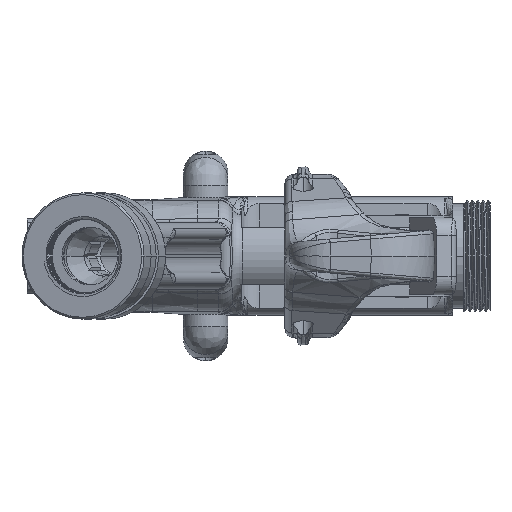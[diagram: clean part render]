
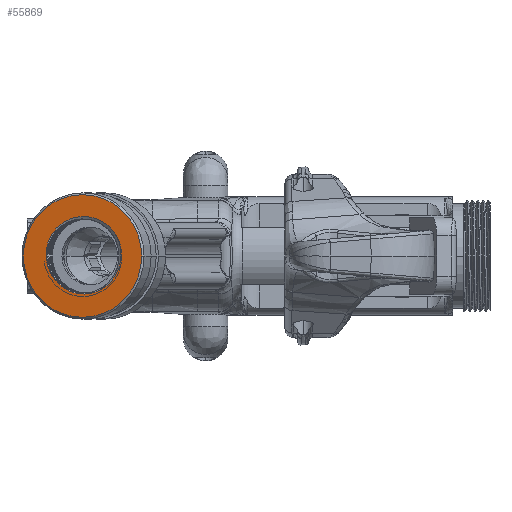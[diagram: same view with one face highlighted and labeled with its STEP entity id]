
A CAD part, front view. The second image highlights one B-rep face of the part: STEP entity #55869.
In plain terms, the highlighted planar face has unit normal (-0.259, -0.966, 0).
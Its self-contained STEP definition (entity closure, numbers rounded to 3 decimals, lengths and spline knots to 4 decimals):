
#53677=CARTESIAN_POINT('',(-2.0302,-8.4517,0.));
#53678=DIRECTION('',(-0.259,-0.966,0.));
#53679=DIRECTION('',(0.966,-0.259,0.));
#53680=AXIS2_PLACEMENT_3D('',#53677,#53678,#53679);
#53682=CARTESIAN_POINT('',(-2.0302,-8.4517,0.));
#53683=DIRECTION('',(-0.259,-0.966,0.));
#53684=DIRECTION('',(-0.966,0.259,0.));
#53685=AXIS2_PLACEMENT_3D('',#53682,#53683,#53684);
#53687=CARTESIAN_POINT('',(-2.5424,-8.3145,
-0.3291));
#53688=CARTESIAN_POINT('',(-2.5543,-8.3113,
-0.3105));
#53689=CARTESIAN_POINT('',(-2.5761,-8.3055,
-0.2723));
#53690=CARTESIAN_POINT('',(-2.6025,-8.2984,
-0.2121));
#53691=CARTESIAN_POINT('',(-2.6231,-8.2929,
-0.1485));
#53692=CARTESIAN_POINT('',(-2.6378,-8.2889,
-0.0784));
#53693=CARTESIAN_POINT('',(-2.6451,-8.287,
-0.0002));
#53694=CARTESIAN_POINT('',(-2.6422,-8.2877,
0.0886));
#53695=CARTESIAN_POINT('',(-2.6251,-8.2923,
0.1848));
#53696=CARTESIAN_POINT('',(-2.5925,-8.301,
0.2803));
#53697=CARTESIAN_POINT('',(-2.5456,-8.3136,
0.3698));
#53698=CARTESIAN_POINT('',(-2.4843,-8.33,
0.4523));
#53699=CARTESIAN_POINT('',(-2.4119,-8.3494,
0.5228));
#53700=CARTESIAN_POINT('',(-2.3291,-8.3716,
0.5812));
#53701=CARTESIAN_POINT('',(-2.2373,-8.3962,
0.6258));
#53702=CARTESIAN_POINT('',(-2.1413,-8.422,
0.6545));
#53703=CARTESIAN_POINT('',(-2.0405,-8.449,
0.6675));
#53704=CARTESIAN_POINT('',(-1.9384,-8.4763,
0.6639));
#53705=CARTESIAN_POINT('',(-1.8392,-8.5029,
0.644));
#53706=CARTESIAN_POINT('',(-1.7425,-8.5288,
0.6077));
#53707=CARTESIAN_POINT('',(-1.6525,-8.5529,
0.556));
#53708=CARTESIAN_POINT('',(-1.5718,-8.5746,
0.4908));
#53709=CARTESIAN_POINT('',(-1.5248,-8.5871,
0.4389));
#53710=CARTESIAN_POINT('',(-1.5031,-8.593,
0.4107));
#53712=CARTESIAN_POINT('',(-2.0302,-8.4517,0.));
#53713=DIRECTION('',(-0.259,-0.966,0.));
#53714=DIRECTION('',(-0.821,0.22,-0.527));
#53715=AXIS2_PLACEMENT_3D('',#53712,#53713,#53714);
#53717=CARTESIAN_POINT('',(-1.5031,-8.593,
0.4107));
#53718=CARTESIAN_POINT('',(-1.4877,-8.5971,
0.3883));
#53719=CARTESIAN_POINT('',(-1.46,-8.6045,
0.3422));
#53720=CARTESIAN_POINT('',(-1.4268,-8.6134,
0.2686));
#53721=CARTESIAN_POINT('',(-1.4019,-8.6201,
0.1907));
#53722=CARTESIAN_POINT('',(-1.3858,-8.6244,
0.1065));
#53723=CARTESIAN_POINT('',(-1.3801,-8.6259,
0.0157));
#53724=CARTESIAN_POINT('',(-1.3873,-8.624,
-0.0839));
#53725=CARTESIAN_POINT('',(-1.4112,-8.6176,
-0.1884));
#53726=CARTESIAN_POINT('',(-1.4514,-8.6068,
-0.2877));
#53727=CARTESIAN_POINT('',(-1.5052,-8.5924,
-0.3773));
#53728=CARTESIAN_POINT('',(-1.5713,-8.5747,
-0.4559));
#53729=CARTESIAN_POINT('',(-1.6467,-8.5545,
-0.5215));
#53730=CARTESIAN_POINT('',(-1.7313,-8.5318,
-0.5744));
#53731=CARTESIAN_POINT('',(-1.8238,-8.507,
-0.6133));
#53732=CARTESIAN_POINT('',(-1.9213,-8.4809,
-0.6365));
#53733=CARTESIAN_POINT('',(-2.0225,-8.4538,
-0.6433));
#53734=CARTESIAN_POINT('',(-2.1212,-8.4273,
-0.633));
#53735=CARTESIAN_POINT('',(-2.2102,-8.4035,
-0.6088));
#53736=CARTESIAN_POINT('',(-2.2889,-8.3824,
-0.5744));
#53737=CARTESIAN_POINT('',(-2.3593,-8.3635,
-0.5312));
#53738=CARTESIAN_POINT('',(-2.4223,-8.3467,
-0.4798));
#53739=CARTESIAN_POINT('',(-2.4598,-8.3366,
-0.4399));
#53740=CARTESIAN_POINT('',(-2.4774,-8.3319,
-0.4185));
#55728=CARTESIAN_POINT('',(-1.0338,-8.7187,0.));
#55729=CARTESIAN_POINT('',(-3.0265,-8.1848,0.));
#55730=VERTEX_POINT('',#55728);
#55731=VERTEX_POINT('',#55729);
#55758=VERTEX_POINT('',#53687);
#55759=VERTEX_POINT('',#53710);
#55760=VERTEX_POINT('',#53740);
#55850=CARTESIAN_POINT('',(-2.0302,-8.4517,0.));
#55851=DIRECTION('',(-0.259,-0.966,0.));
#55852=DIRECTION('',(-0.966,0.259,0.));
#55853=AXIS2_PLACEMENT_3D('',#55850,#55851,#55852);
#55854=PLANE('',#55853);
#55856=ORIENTED_EDGE('',*,*,#55855,.F.);
#55858=ORIENTED_EDGE('',*,*,#55857,.F.);
#55859=EDGE_LOOP('',(#55856,#55858));
#55860=FACE_OUTER_BOUND('',#55859,.F.);
#55862=ORIENTED_EDGE('',*,*,#55861,.F.);
#55864=ORIENTED_EDGE('',*,*,#55863,.T.);
#55866=ORIENTED_EDGE('',*,*,#55865,.F.);
#55867=EDGE_LOOP('',(#55862,#55864,#55866));
#55868=FACE_BOUND('',#55867,.F.);
#53681=CIRCLE('',#53680,1.0315);
#53686=CIRCLE('',#53685,1.0315);
#53711=B_SPLINE_CURVE_WITH_KNOTS('',3,(#53687,#53688,#53689,#53690,#53691,
#53692,#53693,#53694,#53695,#53696,#53697,#53698,#53699,#53700,#53701,#53702,
#53703,#53704,#53705,#53706,#53707,#53708,#53709,#53710),.UNSPECIFIED.,.F.,.F.,(
4,1,1,1,1,1,1,1,1,1,1,1,1,1,1,1,1,1,1,1,1,4),(0.,0.0476,
0.0952,0.1429,0.1905,0.2381,
0.2857,0.3333,0.381,0.4286,
0.4762,0.5238,0.5714,0.619,
0.6667,0.7143,0.7619,0.8095,
0.8571,0.9048,0.9524,1.),.UNSPECIFIED.);
#53716=CIRCLE('',#53715,0.6241);
#53741=B_SPLINE_CURVE_WITH_KNOTS('',3,(#53717,#53718,#53719,#53720,#53721,
#53722,#53723,#53724,#53725,#53726,#53727,#53728,#53729,#53730,#53731,#53732,
#53733,#53734,#53735,#53736,#53737,#53738,#53739,#53740),.UNSPECIFIED.,.F.,.F.,(
4,1,1,1,1,1,1,1,1,1,1,1,1,1,1,1,1,1,1,1,1,4),(0.,0.0476,
0.0952,0.1429,0.1905,0.2381,
0.2857,0.3333,0.381,0.4286,
0.4762,0.5238,0.5714,0.619,
0.6667,0.7143,0.7619,0.8095,
0.8571,0.9048,0.9524,1.),.UNSPECIFIED.);
#55855=EDGE_CURVE('',#55730,#55731,#53681,.T.);
#55857=EDGE_CURVE('',#55731,#55730,#53686,.T.);
#55861=EDGE_CURVE('',#55758,#55759,#53711,.T.);
#55863=EDGE_CURVE('',#55758,#55760,#53716,.T.);
#55865=EDGE_CURVE('',#55759,#55760,#53741,.T.);
#55869=ADVANCED_FACE('',(#55860,#55868),#55854,.T.);
